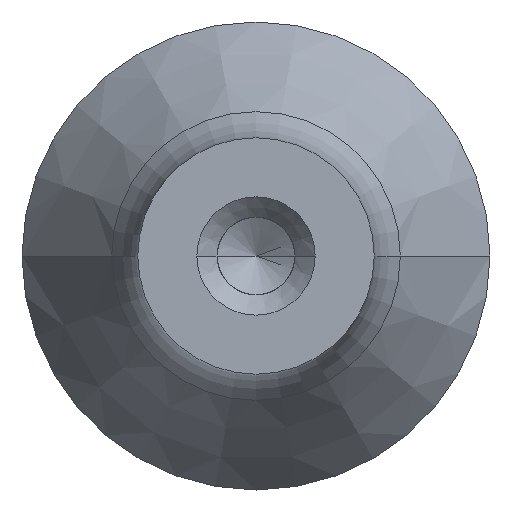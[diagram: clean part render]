
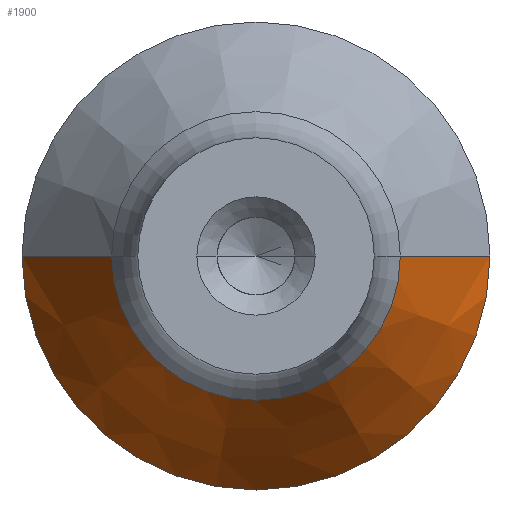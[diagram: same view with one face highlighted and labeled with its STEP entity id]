
A CAD part, front view. The second image highlights one B-rep face of the part: STEP entity #1900.
In plain terms, the highlighted conical face has half-angle 32.639 degrees and reference radius 9.9 mm.
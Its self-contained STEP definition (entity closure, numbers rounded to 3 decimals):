
#1350=CARTESIAN_POINT('',(11.005,36.875,0.));
#1360=VERTEX_POINT('',#1350);
#1390=CARTESIAN_POINT('',(4.9,36.875,0.));
#1400=DIRECTION('',(0.,1.,0.));
#1410=DIRECTION('',(-1.,0.,0.));
#1420=AXIS2_PLACEMENT_3D('',#1390,#1400,#1410);
#1430=CIRCLE('',#1420,6.105);
#1440=CARTESIAN_POINT('',(-1.205,36.875,0.));
#1450=VERTEX_POINT('',#1440);
#1460=EDGE_CURVE('',#1360,#1450,#1430,.T.);
#1590=CARTESIAN_POINT('',(4.9,42.8,0.));
#1600=DIRECTION('',(0.,1.,0.));
#1610=DIRECTION('',(1.,0.,0.));
#1620=AXIS2_PLACEMENT_3D('',#1590,#1600,#1610);
#1630=CONICAL_SURFACE('',#1620,9.9,0.57);
#1640=CARTESIAN_POINT('',(14.8,42.8,0.));
#1650=DIRECTION('',(0.539,0.842,0.));
#1660=VECTOR('',#1650,18.356);
#1670=LINE('',#1640,#1660);
#1680=CARTESIAN_POINT('',(14.8,42.8,0.));
#1690=VERTEX_POINT('',#1680);
#1700=EDGE_CURVE('',#1360,#1690,#1670,.T.);
#1710=ORIENTED_EDGE('',*,*,#1700,.F.);
#1720=CARTESIAN_POINT('',(4.9,42.8,0.));
#1730=DIRECTION('',(0.,1.,0.));
#1740=DIRECTION('',(-1.,0.,0.));
#1750=AXIS2_PLACEMENT_3D('',#1720,#1730,#1740);
#1760=CIRCLE('',#1750,9.9);
#1770=CARTESIAN_POINT('',(-5.,42.8,0.));
#1780=VERTEX_POINT('',#1770);
#1790=EDGE_CURVE('',#1690,#1780,#1760,.T.);
#1800=ORIENTED_EDGE('',*,*,#1790,.F.);
#1810=CARTESIAN_POINT('',(-5.,42.8,0.));
#1820=DIRECTION('',(-0.539,0.842,
0.));
#1830=VECTOR('',#1820,18.356);
#1840=LINE('',#1810,#1830);
#1850=EDGE_CURVE('',#1450,#1780,#1840,.T.);
#1860=ORIENTED_EDGE('',*,*,#1850,.T.);
#1870=ORIENTED_EDGE('',*,*,#1460,.T.);
#1880=EDGE_LOOP('',(#1870,#1860,#1800,#1710));
#1890=FACE_OUTER_BOUND('',#1880,.T.);
#1900=ADVANCED_FACE('',(#1890),#1630,.T.);
